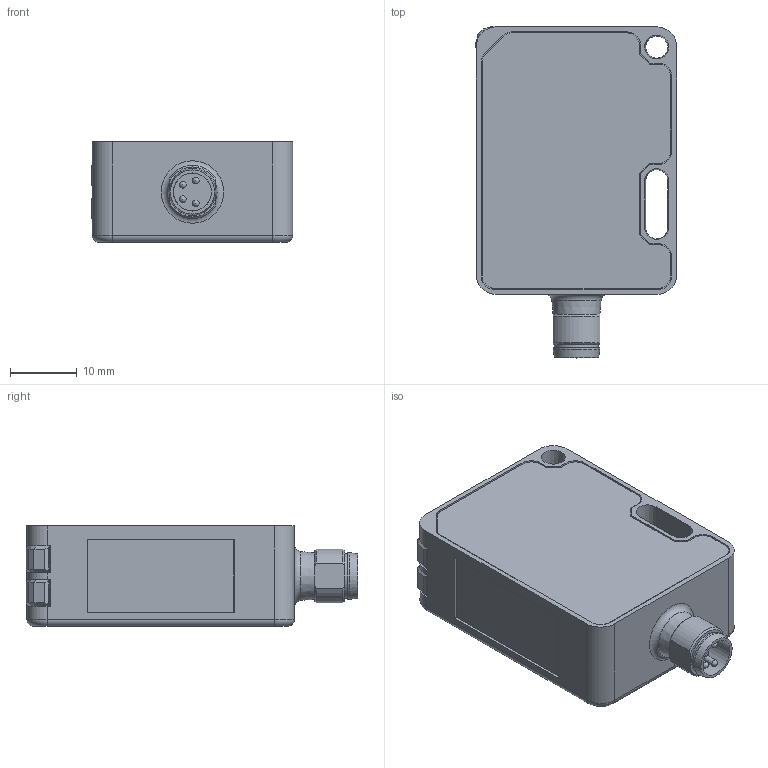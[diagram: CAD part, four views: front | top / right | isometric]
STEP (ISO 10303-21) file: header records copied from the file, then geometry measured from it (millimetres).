
FILE_DESCRIPTION(/* description */ (''),/* implementation_level */ '2;1');
FILE_NAME(/* name */ 'LH_41_Mxxx_GxL-T4.stp',/* time_stamp */ '2015-07-21T14:04:16+02:00',/* author */ ('lck'),/* organization */ (''),/* preprocessor_version */ 'ST-DEVELOPER v15.6',/* originating_system */ 'Autodesk Inventor 2015',/* authorisation */ '');
FILE_SCHEMA (('AUTOMOTIVE_DESIGN { 1 0 10303 214 3 1 1 }'));
Length unit declared in the file: millimetre
Products named in the file (1): LH_41_Mxxx_GxL-T4
Bounding box: 30.14 x 49.64 x 15 mm (x, y, z)
Surface area: 23873.9 mm2
Topology: 5 solids, 12 shells, 249 faces, 685 edges, 451 vertices
Faces by surface type: plane 163, cylinder 60, cone 11, torus 10, sphere 4, bspline 1
Full cylindrical faces by diameter (mm): 1 x8, 1.5 x2, 3.3 x2, 5.65 x2, 5.7 x2, 6.6 x1, 7 x2, 7.2 x1
Entity records: 7846 total; most frequent: CARTESIAN_POINT 1493, ORIENTED_EDGE 1248, DIRECTION 1236, EDGE_CURVE 620, LINE 430, VECTOR 430, VERTEX_POINT 421, AXIS2_PLACEMENT_3D 403
